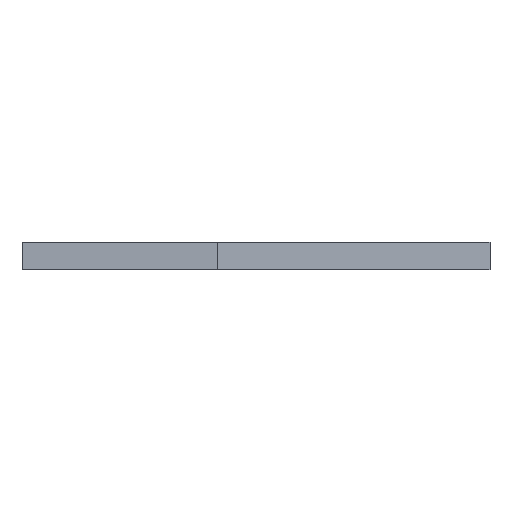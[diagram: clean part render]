
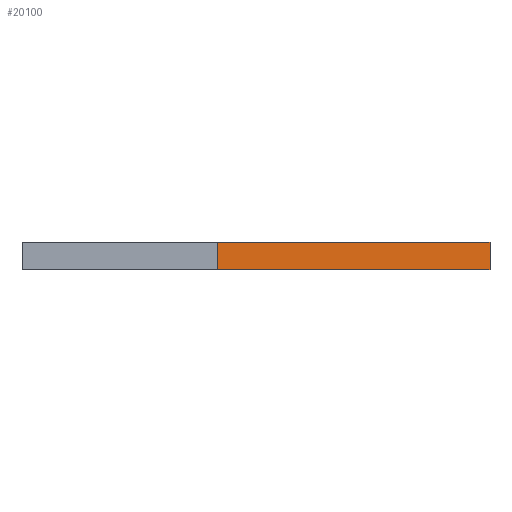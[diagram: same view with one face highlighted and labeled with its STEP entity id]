
A CAD part, front view. The second image highlights one B-rep face of the part: STEP entity #20100.
In plain terms, the highlighted planar face has unit normal (0.71, -0.704, 0).
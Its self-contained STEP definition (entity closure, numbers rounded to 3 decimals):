
#3631=FACE_OUTER_BOUND('',#4839,.T.);
#4839=EDGE_LOOP('',(#16256,#16257,#16258,#16259));
#5730=LINE('',#28179,#6938);
#6033=LINE('',#33801,#7241);
#6061=LINE('',#33900,#7269);
#6062=LINE('',#33902,#7270);
#6938=VECTOR('',#21299,10.);
#7241=VECTOR('',#21716,10.);
#7269=VECTOR('',#21842,10.);
#7270=VECTOR('',#21845,10.);
#8368=VERTEX_POINT('',#28176);
#8369=VERTEX_POINT('',#28178);
#8910=VERTEX_POINT('',#33798);
#8911=VERTEX_POINT('',#33800);
#10713=EDGE_CURVE('',#8368,#8369,#5730,.T.);
#11508=EDGE_CURVE('',#8910,#8911,#6033,.T.);
#11555=EDGE_CURVE('',#8368,#8911,#6061,.T.);
#11556=EDGE_CURVE('',#8369,#8910,#6062,.T.);
#16256=ORIENTED_EDGE('',*,*,#10713,.F.);
#16257=ORIENTED_EDGE('',*,*,#11555,.T.);
#16258=ORIENTED_EDGE('',*,*,#11508,.F.);
#16259=ORIENTED_EDGE('',*,*,#11556,.F.);
#19438=PLANE('',#20844);
#20100=ADVANCED_FACE('',(#3631),#19438,.T.);
#20844=AXIS2_PLACEMENT_3D('',#33901,#21843,#21844);
#21299=DIRECTION('',(-0.704,-0.71,0.));
#21716=DIRECTION('',(0.704,0.71,0.));
#21842=DIRECTION('',(0.,0.,1.));
#21843=DIRECTION('center_axis',(0.71,-0.704,0.));
#21844=DIRECTION('ref_axis',(0.704,0.71,0.));
#21845=DIRECTION('',(0.,0.,1.));
#28176=CARTESIAN_POINT('',(632.,16.856,0.));
#28178=CARTESIAN_POINT('',(582.706,-32.844,0.));
#28179=CARTESIAN_POINT('',(632.,16.856,0.));
#33798=CARTESIAN_POINT('',(582.706,-32.844,5.));
#33800=CARTESIAN_POINT('',(632.,16.856,5.));
#33801=CARTESIAN_POINT('',(632.,16.856,5.));
#33900=CARTESIAN_POINT('',(632.,16.856,0.));
#33901=CARTESIAN_POINT('Origin',(582.706,-32.844,0.));
#33902=CARTESIAN_POINT('',(582.706,-32.844,0.));
